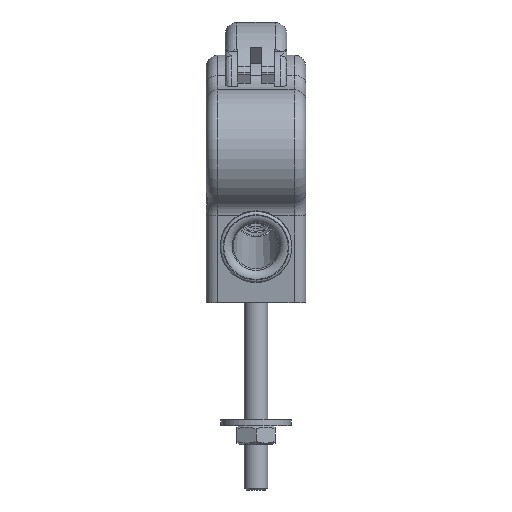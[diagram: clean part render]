
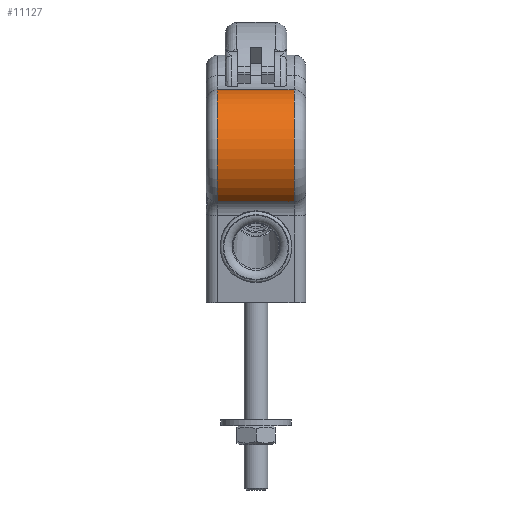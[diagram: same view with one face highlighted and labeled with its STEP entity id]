
A CAD part, front view. The second image highlights one B-rep face of the part: STEP entity #11127.
In plain terms, the highlighted cylindrical face has radius 21 mm (diameter 42 mm), a partial arc.
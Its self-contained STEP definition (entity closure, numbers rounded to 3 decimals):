
#616=CYLINDRICAL_SURFACE('',#12010,21.);
#1011=CIRCLE('',#12011,21.);
#1012=CIRCLE('',#12012,21.);
#1614=FACE_OUTER_BOUND('',#2319,.T.);
#2319=EDGE_LOOP('',(#8183,#8184,#8185,#8186));
#3092=LINE('',#18315,#3849);
#3093=LINE('',#18319,#3850);
#3849=VECTOR('',#13885,10.);
#3850=VECTOR('',#13888,10.);
#4805=VERTEX_POINT('',#18313);
#4806=VERTEX_POINT('',#18314);
#4807=VERTEX_POINT('',#18316);
#4808=VERTEX_POINT('',#18318);
#6065=EDGE_CURVE('',#4805,#4806,#3092,.T.);
#6066=EDGE_CURVE('',#4807,#4805,#1011,.T.);
#6067=EDGE_CURVE('',#4807,#4808,#3093,.T.);
#6068=EDGE_CURVE('',#4806,#4808,#1012,.T.);
#8183=ORIENTED_EDGE('',*,*,#6065,.F.);
#8184=ORIENTED_EDGE('',*,*,#6066,.F.);
#8185=ORIENTED_EDGE('',*,*,#6067,.T.);
#8186=ORIENTED_EDGE('',*,*,#6068,.F.);
#11127=ADVANCED_FACE('',(#1614),#616,.T.);
#12010=AXIS2_PLACEMENT_3D('',#18312,#13883,#13884);
#12011=AXIS2_PLACEMENT_3D('',#18317,#13886,#13887);
#12012=AXIS2_PLACEMENT_3D('',#18320,#13889,#13890);
#13883=DIRECTION('center_axis',(1.,0.,0.));
#13884=DIRECTION('ref_axis',(0.,-0.039,
0.999));
#13885=DIRECTION('',(1.,0.,0.));
#13886=DIRECTION('center_axis',(-1.,0.,0.));
#13887=DIRECTION('ref_axis',(0.,-0.57,-0.822));
#13888=DIRECTION('',(1.,0.,0.));
#13889=DIRECTION('center_axis',(1.,0.,0.));
#13890=DIRECTION('ref_axis',(0.,-0.96,0.28));
#18312=CARTESIAN_POINT('Origin',(0.,0.,
51.678));
#18313=CARTESIAN_POINT('',(-13.25,-0.81,72.663));
#18314=CARTESIAN_POINT('',(13.,-0.81,72.663));
#18315=CARTESIAN_POINT('',(-13.,-0.81,72.663));
#18316=CARTESIAN_POINT('',(-13.25,-11.965,34.42));
#18317=CARTESIAN_POINT('Origin',(-13.25,0.,51.678));
#18318=CARTESIAN_POINT('',(13.,-11.965,34.42));
#18319=CARTESIAN_POINT('',(0.,-11.965,34.42));
#18320=CARTESIAN_POINT('Origin',(13.,0.,51.678));
